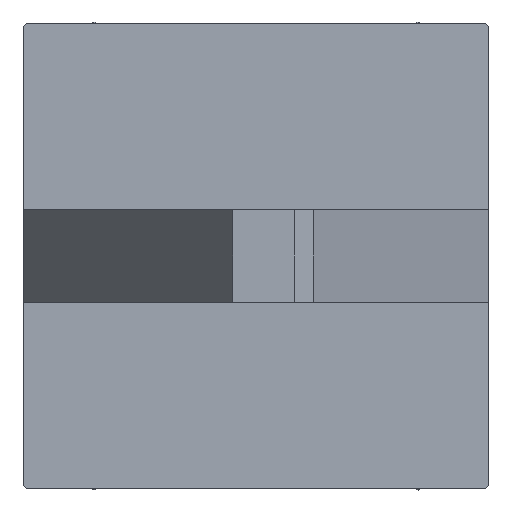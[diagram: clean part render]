
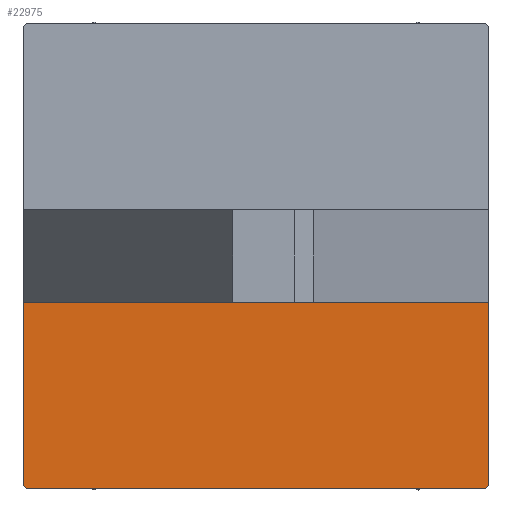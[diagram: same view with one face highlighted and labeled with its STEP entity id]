
A CAD part, left-side view. The second image highlights one B-rep face of the part: STEP entity #22975.
In plain terms, the highlighted planar face has unit normal (-1, 0, 0).
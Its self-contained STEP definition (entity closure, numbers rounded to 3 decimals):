
#850 = DIRECTION ( 'NONE',  ( 0., -1., 0. ) ) ;
#4048 = ORIENTED_EDGE ( 'NONE', *, *, #30015, .T. ) ;
#4209 = LINE ( 'NONE', #32987, #35523 ) ;
#4811 = EDGE_CURVE ( 'NONE', #33664, #7029, #22391, .T. ) ;
#6384 = VECTOR ( 'NONE', #10381, 1000. ) ;
#7029 = VERTEX_POINT ( 'NONE', #42867 ) ;
#8945 = CARTESIAN_POINT ( 'NONE',  ( 0., 37.5, -37.5 ) ) ;
#9673 = AXIS2_PLACEMENT_3D ( 'NONE', #32180, #29106, #14237 ) ;
#10381 = DIRECTION ( 'NONE',  ( 0., 0., -1. ) ) ;
#11010 = LINE ( 'NONE', #29397, #17729 ) ;
#11199 = EDGE_CURVE ( 'NONE', #17735, #13383, #42717, .T. ) ;
#13383 = VERTEX_POINT ( 'NONE', #36453 ) ;
#14237 = DIRECTION ( 'NONE',  ( 0., 0., 1. ) ) ;
#14624 = VERTEX_POINT ( 'NONE', #28980 ) ;
#16223 = DIRECTION ( 'NONE',  ( 0., -0.707, 0.707 ) ) ;
#16482 = EDGE_CURVE ( 'NONE', #7029, #14624, #33473, .T. ) ;
#16797 = EDGE_CURVE ( 'NONE', #33664, #42795, #22784, .T. ) ;
#17119 = VECTOR ( 'NONE', #22371, 1000. ) ;
#17729 = VECTOR ( 'NONE', #25617, 1000. ) ;
#17735 = VERTEX_POINT ( 'NONE', #22541 ) ;
#17784 = PLANE ( 'NONE',  #9673 ) ;
#17944 = CARTESIAN_POINT ( 'NONE',  ( 0., -7.5, 37.5 ) ) ;
#18606 = VECTOR ( 'NONE', #850, 1000. ) ;
#19709 = CARTESIAN_POINT ( 'NONE',  ( 0., 37.5, 37.5 ) ) ;
#21941 = ORIENTED_EDGE ( 'NONE', *, *, #16797, .F. ) ;
#22371 = DIRECTION ( 'NONE',  ( 0., -1., 0. ) ) ;
#22391 = LINE ( 'NONE', #25700, #42516 ) ;
#22541 = CARTESIAN_POINT ( 'NONE',  ( 0., -37.5, 37. ) ) ;
#22784 = LINE ( 'NONE', #19709, #18606 ) ;
#22975 = ADVANCED_FACE ( 'NONE', ( #28398 ), #17784, .T. ) ;
#23142 = ORIENTED_EDGE ( 'NONE', *, *, #4811, .T. ) ;
#25617 = DIRECTION ( 'NONE',  ( 0., 0.707, 0.707 ) ) ;
#25700 = CARTESIAN_POINT ( 'NONE',  ( 0., -7.5, 37.5 ) ) ;
#26409 = DIRECTION ( 'NONE',  ( 0., 0., -1. ) ) ;
#28398 = FACE_OUTER_BOUND ( 'NONE', #31261, .T. ) ;
#28980 = CARTESIAN_POINT ( 'NONE',  ( 0., -37., -37.5 ) ) ;
#29106 = DIRECTION ( 'NONE',  ( -1., 0., 0. ) ) ;
#29397 = CARTESIAN_POINT ( 'NONE',  ( 0., -37.25, 37.25 ) ) ;
#30015 = EDGE_CURVE ( 'NONE', #14624, #13383, #4209, .T. ) ;
#30453 = ORIENTED_EDGE ( 'NONE', *, *, #16482, .T. ) ;
#31261 = EDGE_LOOP ( 'NONE', ( #21941, #23142, #30453, #4048, #36212, #35442 ) ) ;
#32180 = CARTESIAN_POINT ( 'NONE',  ( 0., 0., 0. ) ) ;
#32987 = CARTESIAN_POINT ( 'NONE',  ( 0., -37.25, -37.25 ) ) ;
#33473 = LINE ( 'NONE', #8945, #17119 ) ;
#33664 = VERTEX_POINT ( 'NONE', #17944 ) ;
#35442 = ORIENTED_EDGE ( 'NONE', *, *, #44545, .T. ) ;
#35523 = VECTOR ( 'NONE', #16223, 1000. ) ;
#36212 = ORIENTED_EDGE ( 'NONE', *, *, #11199, .F. ) ;
#36453 = CARTESIAN_POINT ( 'NONE',  ( 0., -37.5, -37. ) ) ;
#41676 = CARTESIAN_POINT ( 'NONE',  ( 0., -37., 37.5 ) ) ;
#42516 = VECTOR ( 'NONE', #26409, 1000. ) ;
#42717 = LINE ( 'NONE', #46477, #6384 ) ;
#42795 = VERTEX_POINT ( 'NONE', #41676 ) ;
#42867 = CARTESIAN_POINT ( 'NONE',  ( 0., -7.5, -37.5 ) ) ;
#44545 = EDGE_CURVE ( 'NONE', #17735, #42795, #11010, .T. ) ;
#46477 = CARTESIAN_POINT ( 'NONE',  ( 0., -37.5, 37.5 ) ) ;
